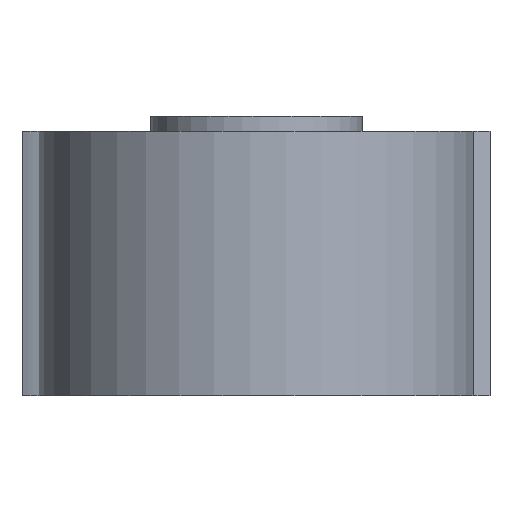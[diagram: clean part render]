
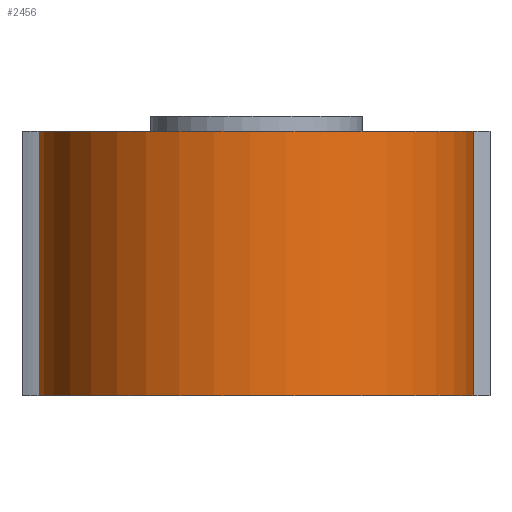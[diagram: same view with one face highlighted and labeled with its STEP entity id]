
A CAD part, left-side view. The second image highlights one B-rep face of the part: STEP entity #2456.
In plain terms, the highlighted cylindrical face has radius 28.75 mm (diameter 57.5 mm), a partial arc.
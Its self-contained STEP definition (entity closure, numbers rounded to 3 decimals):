
#77=CARTESIAN_POINT('',(1.88,-28.688,0.));
#78=VERTEX_POINT('',#77);
#79=CARTESIAN_POINT('',(-1.129,28.728,0.));
#80=VERTEX_POINT('',#79);
#81=CARTESIAN_POINT('',(0.,0.,0.));
#82=DIRECTION('',(0.065,-0.998,0.));
#83=DIRECTION('',(0.,0.,-1.));
#84=AXIS2_PLACEMENT_3D('',#81,#83,#82);
#85=CIRCLE('',#84,28.75);
#86=EDGE_CURVE('',#78,#80,#85,.T.);
#1348=CARTESIAN_POINT('',(-1.129,28.728,35.));
#1349=VERTEX_POINT('',#1348);
#1350=CARTESIAN_POINT('',(1.88,-28.688,35.));
#1351=VERTEX_POINT('',#1350);
#1352=CARTESIAN_POINT('',(0.,0.,35.));
#1353=DIRECTION('',(-0.039,0.999,0.));
#1354=DIRECTION('',(0.,0.,1.));
#1355=AXIS2_PLACEMENT_3D('',#1352,#1354,#1353);
#1356=CIRCLE('',#1355,28.75);
#1357=EDGE_CURVE('',#1349,#1351,#1356,.T.);
#2435=CARTESIAN_POINT('',(0.,0.,0.));
#2436=DIRECTION('',(-0.039,0.999,0.));
#2437=DIRECTION('',(0.,0.,1.));
#2438=AXIS2_PLACEMENT_3D('',#2435,#2437,#2436);
#2439=CYLINDRICAL_SURFACE('',#2438,28.75);
#2440=ORIENTED_EDGE('',*,*,#86,.F.);
#2441=CARTESIAN_POINT('',(1.88,-28.688,0.));
#2442=DIRECTION('',(0.,0.,1.));
#2443=VECTOR('',#2442,35.);
#2444=LINE('',#2441,#2443);
#2445=EDGE_CURVE('',#78,#1351,#2444,.T.);
#2446=ORIENTED_EDGE('E258',*,*,#2445,.T.);
#2447=ORIENTED_EDGE('E258',*,*,#1357,.F.);
#2448=CARTESIAN_POINT('',(-1.129,28.728,35.));
#2449=DIRECTION('',(0.,0.,-1.));
#2450=VECTOR('',#2449,35.);
#2451=LINE('',#2448,#2450);
#2452=EDGE_CURVE('',#1349,#80,#2451,.T.);
#2453=ORIENTED_EDGE('E259',*,*,#2452,.T.);
#2454=EDGE_LOOP('',(#2440,#2446,#2447,#2453));
#2455=FACE_OUTER_BOUND('',#2454,.T.);
#2456=ADVANCED_FACE('F8',(#2455),#2439,.T.);
